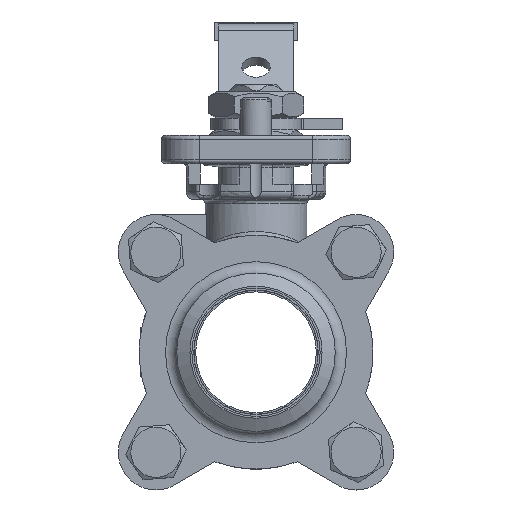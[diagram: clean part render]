
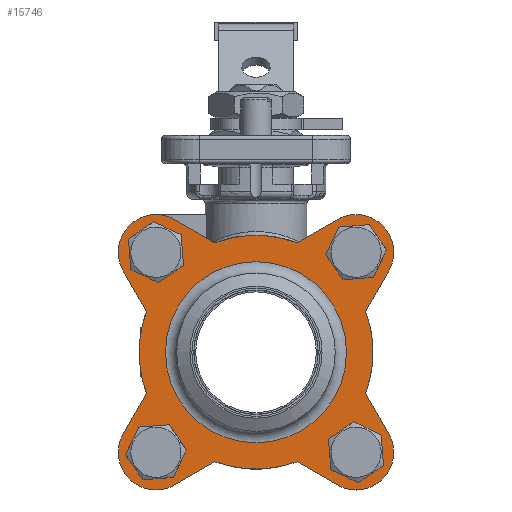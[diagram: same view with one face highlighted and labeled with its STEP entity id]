
A CAD part, left-side view. The second image highlights one B-rep face of the part: STEP entity #15746.
In plain terms, the highlighted face is planar.
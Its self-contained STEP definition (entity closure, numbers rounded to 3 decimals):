
#15544=CARTESIAN_POINT('',(9.,-24.,0.));
#15545=VERTEX_POINT('',#15544);
#15546=CARTESIAN_POINT('',(9.,0.0,0.0));
#15547=DIRECTION('',(1.0,0.0,0.0));
#15548=DIRECTION('',(0.0,1.0,0.0));
#15549=AXIS2_PLACEMENT_3D('',#15546,#15547,#15548);
#15550=CIRCLE('',#15549,24.);
#15551=EDGE_CURVE('',#15545,#15545,#15550,.T.);
#15556=CARTESIAN_POINT('',(9.,-26.0,0.0));
#15557=DIRECTION('',(1.0,0.0,0.0));
#15558=DIRECTION('',(0.0,0.0,-1.0));
#15559=AXIS2_PLACEMENT_3D('',#15556,#15557,#15558);
#15560=PLANE('',#15559);
#15561=CARTESIAN_POINT('',(9.,10.872,-29.031));
#15562=VERTEX_POINT('',#15561);
#15563=CARTESIAN_POINT('',(9.,-10.872,-29.031));
#15564=VERTEX_POINT('',#15563);
#15565=CARTESIAN_POINT('',(9.,0.0,0.0));
#15566=DIRECTION('',(-1.0,0.0,0.0));
#15567=DIRECTION('',(0.0,-1.0,0.0));
#15568=AXIS2_PLACEMENT_3D('',#15565,#15566,#15567);
#15569=CIRCLE('',#15568,31.);
#15570=EDGE_CURVE('',#15562,#15564,#15569,.T.);
#15571=ORIENTED_EDGE('',*,*,#15570,.F.);
#15572=CARTESIAN_POINT('',(9.,21.517,-35.177));
#15573=VERTEX_POINT('',#15572);
#15574=CARTESIAN_POINT('',(9.,10.872,-29.031));
#15575=DIRECTION('',(0.0,0.866,-0.5));
#15576=VECTOR('',#15575,12.291);
#15577=LINE('',#15574,#15576);
#15578=EDGE_CURVE('',#15562,#15573,#15577,.T.);
#15579=ORIENTED_EDGE('',*,*,#15578,.T.);
#15580=CARTESIAN_POINT('',(9.,35.177,-21.517));
#15581=VERTEX_POINT('',#15580);
#15582=CARTESIAN_POINT('',(9.,26.517,-26.517));
#15583=DIRECTION('',(1.0,0.0,0.0));
#15584=DIRECTION('',(0.0,-0.5,-0.866));
#15585=AXIS2_PLACEMENT_3D('',#15582,#15583,#15584);
#15586=CIRCLE('',#15585,10.);
#15587=EDGE_CURVE('',#15573,#15581,#15586,.T.);
#15588=ORIENTED_EDGE('',*,*,#15587,.T.);
#15589=CARTESIAN_POINT('',(9.,29.031,-10.872));
#15590=VERTEX_POINT('',#15589);
#15591=CARTESIAN_POINT('',(9.,35.177,-21.517));
#15592=DIRECTION('',(0.0,-0.5,0.866));
#15593=VECTOR('',#15592,12.291);
#15594=LINE('',#15591,#15593);
#15595=EDGE_CURVE('',#15581,#15590,#15594,.T.);
#15596=ORIENTED_EDGE('',*,*,#15595,.T.);
#15597=CARTESIAN_POINT('',(9.,29.031,10.872));
#15598=VERTEX_POINT('',#15597);
#15599=CARTESIAN_POINT('',(9.,0.0,0.0));
#15600=DIRECTION('',(-1.0,0.0,0.0));
#15601=DIRECTION('',(0.0,-1.0,0.0));
#15602=AXIS2_PLACEMENT_3D('',#15599,#15600,#15601);
#15603=CIRCLE('',#15602,31.);
#15604=EDGE_CURVE('',#15598,#15590,#15603,.T.);
#15605=ORIENTED_EDGE('',*,*,#15604,.F.);
#15606=CARTESIAN_POINT('',(9.,35.177,21.517));
#15607=VERTEX_POINT('',#15606);
#15608=CARTESIAN_POINT('',(9.,29.031,10.872));
#15609=DIRECTION('',(0.0,0.5,0.866));
#15610=VECTOR('',#15609,12.291);
#15611=LINE('',#15608,#15610);
#15612=EDGE_CURVE('',#15598,#15607,#15611,.T.);
#15613=ORIENTED_EDGE('',*,*,#15612,.T.);
#15614=CARTESIAN_POINT('',(9.,21.517,35.177));
#15615=VERTEX_POINT('',#15614);
#15616=CARTESIAN_POINT('',(9.,26.517,26.517));
#15617=DIRECTION('',(1.0,0.0,0.0));
#15618=DIRECTION('',(0.0,0.866,-0.5));
#15619=AXIS2_PLACEMENT_3D('',#15616,#15617,#15618);
#15620=CIRCLE('',#15619,10.);
#15621=EDGE_CURVE('',#15607,#15615,#15620,.T.);
#15622=ORIENTED_EDGE('',*,*,#15621,.T.);
#15623=CARTESIAN_POINT('',(9.,10.872,29.031));
#15624=VERTEX_POINT('',#15623);
#15625=CARTESIAN_POINT('',(9.,21.517,35.177));
#15626=DIRECTION('',(0.0,-0.866,-0.5));
#15627=VECTOR('',#15626,12.291);
#15628=LINE('',#15625,#15627);
#15629=EDGE_CURVE('',#15615,#15624,#15628,.T.);
#15630=ORIENTED_EDGE('',*,*,#15629,.T.);
#15631=CARTESIAN_POINT('',(9.,-10.872,29.031));
#15632=VERTEX_POINT('',#15631);
#15633=CARTESIAN_POINT('',(9.,0.0,0.0));
#15634=DIRECTION('',(-1.0,0.0,0.0));
#15635=DIRECTION('',(0.0,-1.0,0.0));
#15636=AXIS2_PLACEMENT_3D('',#15633,#15634,#15635);
#15637=CIRCLE('',#15636,31.);
#15638=EDGE_CURVE('',#15632,#15624,#15637,.T.);
#15639=ORIENTED_EDGE('',*,*,#15638,.F.);
#15640=CARTESIAN_POINT('',(9.,-21.517,35.177));
#15641=VERTEX_POINT('',#15640);
#15642=CARTESIAN_POINT('',(9.,-10.872,29.031));
#15643=DIRECTION('',(0.0,-0.866,0.5));
#15644=VECTOR('',#15643,12.291);
#15645=LINE('',#15642,#15644);
#15646=EDGE_CURVE('',#15632,#15641,#15645,.T.);
#15647=ORIENTED_EDGE('',*,*,#15646,.T.);
#15648=CARTESIAN_POINT('',(9.,-35.177,21.517));
#15649=VERTEX_POINT('',#15648);
#15650=CARTESIAN_POINT('',(9.,-26.517,26.517));
#15651=DIRECTION('',(1.0,0.0,0.0));
#15652=DIRECTION('',(0.0,0.5,0.866));
#15653=AXIS2_PLACEMENT_3D('',#15650,#15651,#15652);
#15654=CIRCLE('',#15653,10.);
#15655=EDGE_CURVE('',#15641,#15649,#15654,.T.);
#15656=ORIENTED_EDGE('',*,*,#15655,.T.);
#15657=CARTESIAN_POINT('',(9.,-29.031,10.872));
#15658=VERTEX_POINT('',#15657);
#15659=CARTESIAN_POINT('',(9.,-35.177,21.517));
#15660=DIRECTION('',(0.0,0.5,-0.866));
#15661=VECTOR('',#15660,12.291);
#15662=LINE('',#15659,#15661);
#15663=EDGE_CURVE('',#15649,#15658,#15662,.T.);
#15664=ORIENTED_EDGE('',*,*,#15663,.T.);
#15665=CARTESIAN_POINT('',(9.,-29.031,-10.872));
#15666=VERTEX_POINT('',#15665);
#15667=CARTESIAN_POINT('',(9.,0.0,0.0));
#15668=DIRECTION('',(-1.0,0.0,0.0));
#15669=DIRECTION('',(0.0,-1.0,0.0));
#15670=AXIS2_PLACEMENT_3D('',#15667,#15668,#15669);
#15671=CIRCLE('',#15670,31.);
#15672=EDGE_CURVE('',#15666,#15658,#15671,.T.);
#15673=ORIENTED_EDGE('',*,*,#15672,.F.);
#15674=CARTESIAN_POINT('',(9.,-35.177,-21.517));
#15675=VERTEX_POINT('',#15674);
#15676=CARTESIAN_POINT('',(9.,-29.031,-10.872));
#15677=DIRECTION('',(0.0,-0.5,-0.866));
#15678=VECTOR('',#15677,12.291);
#15679=LINE('',#15676,#15678);
#15680=EDGE_CURVE('',#15666,#15675,#15679,.T.);
#15681=ORIENTED_EDGE('',*,*,#15680,.T.);
#15682=CARTESIAN_POINT('',(9.,-21.517,-35.177));
#15683=VERTEX_POINT('',#15682);
#15684=CARTESIAN_POINT('',(9.,-26.517,-26.517));
#15685=DIRECTION('',(1.0,0.0,0.0));
#15686=DIRECTION('',(0.0,-0.866,0.5));
#15687=AXIS2_PLACEMENT_3D('',#15684,#15685,#15686);
#15688=CIRCLE('',#15687,10.);
#15689=EDGE_CURVE('',#15675,#15683,#15688,.T.);
#15690=ORIENTED_EDGE('',*,*,#15689,.T.);
#15691=CARTESIAN_POINT('',(9.,-21.517,-35.177));
#15692=DIRECTION('',(0.0,0.866,0.5));
#15693=VECTOR('',#15692,12.291);
#15694=LINE('',#15691,#15693);
#15695=EDGE_CURVE('',#15683,#15564,#15694,.T.);
#15696=ORIENTED_EDGE('',*,*,#15695,.T.);
#15697=EDGE_LOOP('',(#15571,#15579,#15588,#15596,#15605,#15613,#15622,#15630,#15639,#15647,#15656,#15664,#15673,#15681,#15690,#15696));
#15698=FACE_OUTER_BOUND('',#15697,.T.);
#15699=CARTESIAN_POINT('',(9.,26.517,-32.017));
#15700=VERTEX_POINT('',#15699);
#15701=CARTESIAN_POINT('',(9.,26.517,-26.517));
#15702=DIRECTION('',(-1.0,0.0,0.0));
#15703=DIRECTION('',(0.0,0.0,-1.0));
#15704=AXIS2_PLACEMENT_3D('',#15701,#15702,#15703);
#15705=CIRCLE('',#15704,5.5);
#15706=EDGE_CURVE('',#15700,#15700,#15705,.T.);
#15707=ORIENTED_EDGE('',*,*,#15706,.T.);
#15708=EDGE_LOOP('',(#15707));
#15709=FACE_BOUND('',#15708,.T.);
#15710=CARTESIAN_POINT('',(9.,32.017,26.517));
#15711=VERTEX_POINT('',#15710);
#15712=CARTESIAN_POINT('',(9.,26.517,26.517));
#15713=DIRECTION('',(-1.0,0.0,0.0));
#15714=DIRECTION('',(0.0,1.0,0.0));
#15715=AXIS2_PLACEMENT_3D('',#15712,#15713,#15714);
#15716=CIRCLE('',#15715,5.5);
#15717=EDGE_CURVE('',#15711,#15711,#15716,.T.);
#15718=ORIENTED_EDGE('',*,*,#15717,.T.);
#15719=EDGE_LOOP('',(#15718));
#15720=FACE_BOUND('',#15719,.T.);
#15721=CARTESIAN_POINT('',(9.,-26.517,32.017));
#15722=VERTEX_POINT('',#15721);
#15723=CARTESIAN_POINT('',(9.,-26.517,26.517));
#15724=DIRECTION('',(-1.0,0.0,0.0));
#15725=DIRECTION('',(0.0,0.0,1.0));
#15726=AXIS2_PLACEMENT_3D('',#15723,#15724,#15725);
#15727=CIRCLE('',#15726,5.5);
#15728=EDGE_CURVE('',#15722,#15722,#15727,.T.);
#15729=ORIENTED_EDGE('',*,*,#15728,.T.);
#15730=EDGE_LOOP('',(#15729));
#15731=FACE_BOUND('',#15730,.T.);
#15732=CARTESIAN_POINT('',(9.,-32.017,-26.517));
#15733=VERTEX_POINT('',#15732);
#15734=CARTESIAN_POINT('',(9.,-26.517,-26.517));
#15735=DIRECTION('',(-1.0,0.0,0.0));
#15736=DIRECTION('',(0.0,-1.0,0.0));
#15737=AXIS2_PLACEMENT_3D('',#15734,#15735,#15736);
#15738=CIRCLE('',#15737,5.5);
#15739=EDGE_CURVE('',#15733,#15733,#15738,.T.);
#15740=ORIENTED_EDGE('',*,*,#15739,.T.);
#15741=EDGE_LOOP('',(#15740));
#15742=FACE_BOUND('',#15741,.T.);
#15743=ORIENTED_EDGE('',*,*,#15551,.F.);
#15744=EDGE_LOOP('',(#15743));
#15745=FACE_BOUND('',#15744,.T.);
#15746=ADVANCED_FACE('',(#15698,#15709,#15720,#15731,#15742,#15745),#15560,.T.);
